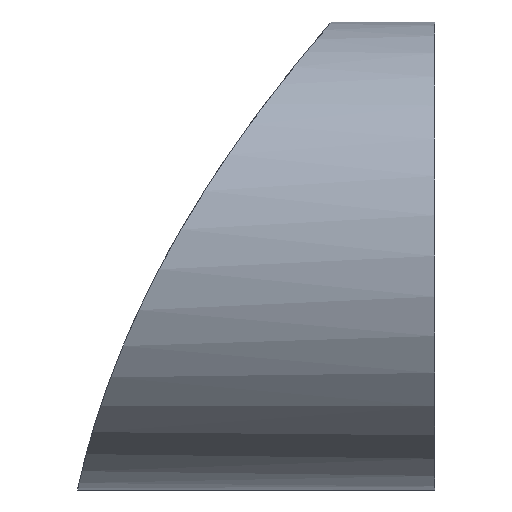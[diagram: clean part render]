
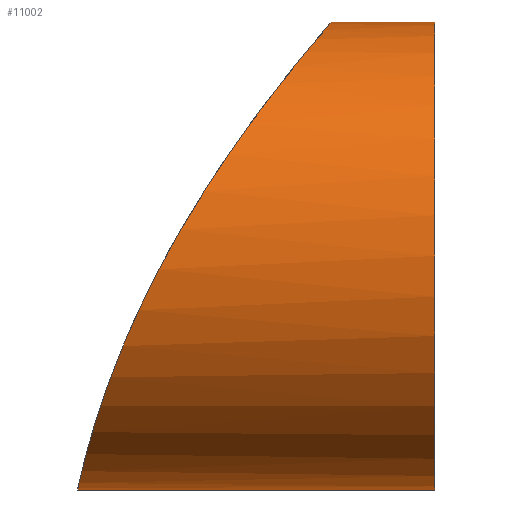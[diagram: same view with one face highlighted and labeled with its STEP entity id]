
A CAD part, left-side view. The second image highlights one B-rep face of the part: STEP entity #11002.
In plain terms, the highlighted cylindrical face has radius 6 mm (diameter 12 mm), a partial arc.
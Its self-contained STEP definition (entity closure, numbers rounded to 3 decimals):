
#93 = CARTESIAN_POINT ( 'NONE',  ( 0., 9.158, -6. ) ) ;
#188 = CARTESIAN_POINT ( 'NONE',  ( -2.057, 2.942, 5.651 ) ) ;
#238 = CARTESIAN_POINT ( 'NONE',  ( -0.424, 2.652, 5.989 ) ) ;
#325 = CARTESIAN_POINT ( 'NONE',  ( -2.783, 3.22, 5.319 ) ) ;
#427 = CARTESIAN_POINT ( 'NONE',  ( -4.975, 8.407, -3.379 ) ) ;
#515 = CARTESIAN_POINT ( 'NONE',  ( -0.426, 9.158, -6. ) ) ;
#569 = CARTESIAN_POINT ( 'NONE',  ( -5.548, 7.998, -2.317 ) ) ;
#577 = EDGE_LOOP ( 'NONE', ( #12759, #3949, #10978, #2936 ) ) ;
#690 = LINE ( 'NONE', #8680, #11763 ) ;
#965 = LINE ( 'NONE', #7193, #11908 ) ;
#1383 = CARTESIAN_POINT ( 'NONE',  ( -3.29, 3.465, 5.021 ) ) ;
#1466 = CARTESIAN_POINT ( 'NONE',  ( -6.002, 6.833, 0.099 ) ) ;
#1567 = CARTESIAN_POINT ( 'NONE',  ( -5.926, 6.315, 1.006 ) ) ;
#2150 = AXIS2_PLACEMENT_3D ( 'NONE', #6112, #7013, #7092 ) ;
#2426 = CARTESIAN_POINT ( 'NONE',  ( 0., 15., 0. ) ) ;
#2478 = CARTESIAN_POINT ( 'NONE',  ( -4.046, 3.928, 4.446 ) ) ;
#2667 = CARTESIAN_POINT ( 'NONE',  ( -4.181, 8.712, -4.308 ) ) ;
#2936 = ORIENTED_EDGE ( 'NONE', *, *, #12306, .T. ) ;
#3524 = CARTESIAN_POINT ( 'NONE',  ( -5.976, 6.527, 0.648 ) ) ;
#3567 = DIRECTION ( 'NONE',  ( 0., 0., -1. ) ) ;
#3571 = CARTESIAN_POINT ( 'NONE',  ( -3.203, 8.938, -5.09 ) ) ;
#3624 = CARTESIAN_POINT ( 'NONE',  ( -5.968, 7.227, -0.648 ) ) ;
#3949 = ORIENTED_EDGE ( 'NONE', *, *, #13345, .T. ) ;
#4262 = FACE_OUTER_BOUND ( 'NONE', #577, .T. ) ;
#4457 = VERTEX_POINT ( 'NONE', #9210 ) ;
#4474 = VERTEX_POINT ( 'NONE', #11032 ) ;
#4535 = CARTESIAN_POINT ( 'NONE',  ( -4.559, 4.335, 3.918 ) ) ;
#4639 = CARTESIAN_POINT ( 'NONE',  ( -3.709, 8.834, -4.721 ) ) ;
#4690 = CARTESIAN_POINT ( 'NONE',  ( -6.002, 6.933, -0.085 ) ) ;
#4841 = CARTESIAN_POINT ( 'NONE',  ( 0., 0., -6. ) ) ;
#5449 = CYLINDRICAL_SURFACE ( 'NONE', #13349, 6. ) ;
#5579 = CARTESIAN_POINT ( 'NONE',  ( -1.052, 2.719, 5.911 ) ) ;
#5626 = EDGE_CURVE ( 'NONE', #7332, #6283, #690, .T. ) ;
#5724 = CARTESIAN_POINT ( 'NONE',  ( -4.736, 8.52, -3.706 ) ) ;
#5768 = CARTESIAN_POINT ( 'NONE',  ( -2.843, 8.992, -5.301 ) ) ;
#6112 = CARTESIAN_POINT ( 'NONE',  ( 0., 0., 0. ) ) ;
#6118 = CIRCLE ( 'NONE', #2150, 6. ) ;
#6283 = VERTEX_POINT ( 'NONE', #4841 ) ;
#6660 = CARTESIAN_POINT ( 'NONE',  ( -2.607, 3.146, 5.408 ) ) ;
#6846 = CARTESIAN_POINT ( 'NONE',  ( -0.846, 9.148, -5.955 ) ) ;
#6890 = CARTESIAN_POINT ( 'NONE',  ( -5.762, 5.879, 1.711 ) ) ;
#6932 = CARTESIAN_POINT ( 'NONE',  ( -1.665, 9.105, -5.768 ) ) ;
#7013 = DIRECTION ( 'NONE',  ( 0., 1., 0. ) ) ;
#7092 = DIRECTION ( 'NONE',  ( 0., 0., 1. ) ) ;
#7193 = CARTESIAN_POINT ( 'NONE',  ( 0., 15., 6. ) ) ;
#7332 = VERTEX_POINT ( 'NONE', #93 ) ;
#7569 = B_SPLINE_CURVE_WITH_KNOTS ( 'NONE', 3,
 ( #10867, #12847, #238, #11929, #5579, #12999, #188, #6660, #325, #8830, #1383, #8782, #2478, #4535, #7898, #12120, #9978, #13142, #6890, #1567, #3524, #1466, #4690, #8873, #3624, #10959, #9923, #569, #9010, #427, #5724, #11049, #2667, #13280, #4639, #3571, #5768, #7804, #7855, #6932, #13186, #6846, #515, #7939 ),
 .UNSPECIFIED., .F., .F.,
 ( 4, 2, 2, 2, 2, 2, 2, 2, 2, 2, 2, 2, 2, 2, 2, 2, 2, 2, 2, 2, 2, 4 ),
 ( 0.02, 0.021, 0.021, 0.023, 0.023, 0.024, 0.025, 0.026, 0.028, 0.029, 0.03, 0.031, 0.032, 0.033, 0.034, 0.035, 0.036, 0.037, 0.038, 0.038, 0.039, 0.04 ),
 .UNSPECIFIED. ) ;
#7804 = CARTESIAN_POINT ( 'NONE',  ( -2.266, 9.056, -5.56 ) ) ;
#7855 = CARTESIAN_POINT ( 'NONE',  ( -2.066, 9.074, -5.637 ) ) ;
#7898 = CARTESIAN_POINT ( 'NONE',  ( -4.79, 4.551, 3.631 ) ) ;
#7939 = CARTESIAN_POINT ( 'NONE',  ( 0., 9.158, -6. ) ) ;
#8307 = DIRECTION ( 'NONE',  ( 0., -1., 0. ) ) ;
#8680 = CARTESIAN_POINT ( 'NONE',  ( 0., 15., -6. ) ) ;
#8782 = CARTESIAN_POINT ( 'NONE',  ( -3.763, 3.734, 4.689 ) ) ;
#8830 = CARTESIAN_POINT ( 'NONE',  ( -3.125, 3.38, 5.126 ) ) ;
#8873 = CARTESIAN_POINT ( 'NONE',  ( -5.985, 7.13, -0.458 ) ) ;
#9010 = CARTESIAN_POINT ( 'NONE',  ( -5.384, 8.144, -2.679 ) ) ;
#9210 = CARTESIAN_POINT ( 'NONE',  ( 0., 2.642, 6. ) ) ;
#9923 = CARTESIAN_POINT ( 'NONE',  ( -5.8, 7.681, -1.586 ) ) ;
#9978 = CARTESIAN_POINT ( 'NONE',  ( -5.363, 5.211, 2.714 ) ) ;
#10816 = DIRECTION ( 'NONE',  ( 0., -1., 0. ) ) ;
#10867 = CARTESIAN_POINT ( 'NONE',  ( 0., 2.642, 6. ) ) ;
#10959 = CARTESIAN_POINT ( 'NONE',  ( -5.888, 7.508, -1.214 ) ) ;
#10978 = ORIENTED_EDGE ( 'NONE', *, *, #5626, .T. ) ;
#11002 = ADVANCED_FACE ( 'NONE', ( #4262 ), #5449, .T. ) ;
#11032 = CARTESIAN_POINT ( 'NONE',  ( 0., 0., 6. ) ) ;
#11049 = CARTESIAN_POINT ( 'NONE',  ( -4.326, 8.667, -4.162 ) ) ;
#11763 = VECTOR ( 'NONE', #13623, 1000. ) ;
#11908 = VECTOR ( 'NONE', #8307, 1000. ) ;
#11929 = CARTESIAN_POINT ( 'NONE',  ( -0.846, 2.691, 5.944 ) ) ;
#12120 = CARTESIAN_POINT ( 'NONE',  ( -5.192, 4.989, 3.029 ) ) ;
#12306 = EDGE_CURVE ( 'NONE', #6283, #4474, #6118, .T. ) ;
#12759 = ORIENTED_EDGE ( 'NONE', *, *, #12878, .F. ) ;
#12847 = CARTESIAN_POINT ( 'NONE',  ( -0.211, 2.642, 6. ) ) ;
#12878 = EDGE_CURVE ( 'NONE', #4457, #4474, #965, .T. ) ;
#12999 = CARTESIAN_POINT ( 'NONE',  ( -1.661, 2.831, 5.78 ) ) ;
#13142 = CARTESIAN_POINT ( 'NONE',  ( -5.648, 5.655, 2.056 ) ) ;
#13186 = CARTESIAN_POINT ( 'NONE',  ( -1.462, 9.118, -5.823 ) ) ;
#13280 = CARTESIAN_POINT ( 'NONE',  ( -3.873, 8.796, -4.587 ) ) ;
#13345 = EDGE_CURVE ( 'NONE', #4457, #7332, #7569, .T. ) ;
#13349 = AXIS2_PLACEMENT_3D ( 'NONE', #2426, #10816, #3567 ) ;
#13623 = DIRECTION ( 'NONE',  ( 0., -1., 0. ) ) ;
